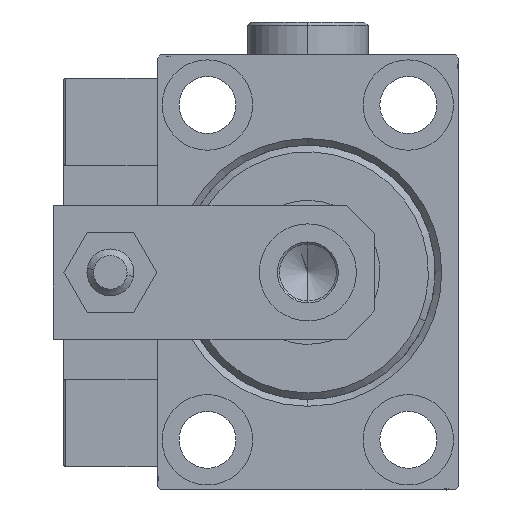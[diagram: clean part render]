
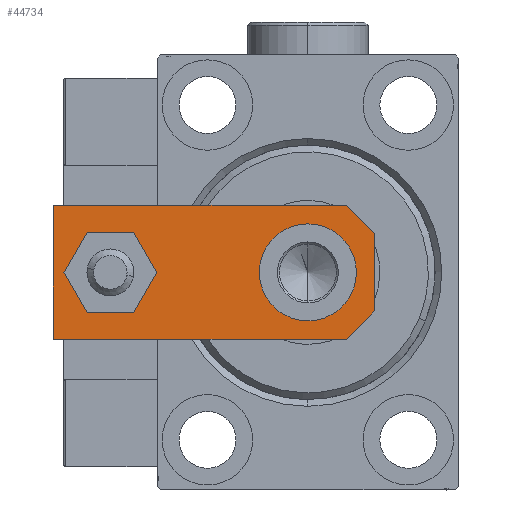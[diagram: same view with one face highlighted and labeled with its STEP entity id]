
A CAD part, left-side view. The second image highlights one B-rep face of the part: STEP entity #44734.
In plain terms, the highlighted face is planar.
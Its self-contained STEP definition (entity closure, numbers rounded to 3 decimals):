
#793 = CARTESIAN_POINT ( 'NONE',  ( 0., 10., 6. ) ) ;
#1688 = DIRECTION ( 'NONE',  ( 0., 1., 0. ) ) ;
#2111 = AXIS2_PLACEMENT_3D ( 'NONE', #793, #27665, #35485 ) ;
#2582 = EDGE_LOOP ( 'NONE', ( #23336, #26599 ) ) ;
#3335 = DIRECTION ( 'NONE',  ( 0., 0., 1. ) ) ;
#5280 = VERTEX_POINT ( 'NONE', #38273 ) ;
#6120 = CARTESIAN_POINT ( 'NONE',  ( 10., 0., 6. ) ) ;
#8204 = VERTEX_POINT ( 'NONE', #14749 ) ;
#8261 = LINE ( 'NONE', #47597, #48458 ) ;
#9398 = CARTESIAN_POINT ( 'NONE',  ( -2.88, -2.88, 6. ) ) ;
#9798 = EDGE_CURVE ( 'NONE', #47642, #8204, #13305, .T. ) ;
#11054 = DIRECTION ( 'NONE',  ( 1., 0., 0. ) ) ;
#11186 = DIRECTION ( 'NONE',  ( 0.707, 0.707, 0. ) ) ;
#12683 = DIRECTION ( 'NONE',  ( 0., 0., 1. ) ) ;
#13247 = AXIS2_PLACEMENT_3D ( 'NONE', #46980, #22514, #18847 ) ;
#13305 = LINE ( 'NONE', #41694, #39395 ) ;
#14749 = CARTESIAN_POINT ( 'NONE',  ( -10., 4.24, 6. ) ) ;
#16202 = VERTEX_POINT ( 'NONE', #26500 ) ;
#16466 = AXIS2_PLACEMENT_3D ( 'NONE', #24234, #35952, #24497 ) ;
#16593 = PLANE ( 'NONE',  #36767 ) ;
#17226 = CARTESIAN_POINT ( 'NONE',  ( 5.76, 0., 6. ) ) ;
#17278 = EDGE_CURVE ( 'NONE', #16202, #26493, #25684, .T. ) ;
#17986 = EDGE_CURVE ( 'NONE', #5280, #20173, #28787, .T. ) ;
#18376 = VERTEX_POINT ( 'NONE', #45221 ) ;
#18847 = DIRECTION ( 'NONE',  ( 1., 0., 0. ) ) ;
#19244 = CARTESIAN_POINT ( 'NONE',  ( 0., 39.5, 6. ) ) ;
#19520 = VECTOR ( 'NONE', #1688, 1000. ) ;
#19964 = CIRCLE ( 'NONE', #32469, 4. ) ;
#20173 = VERTEX_POINT ( 'NONE', #27242 ) ;
#20506 = FACE_OUTER_BOUND ( 'NONE', #31169, .T. ) ;
#22514 = DIRECTION ( 'NONE',  ( 0., 0., 1. ) ) ;
#22594 = VECTOR ( 'NONE', #29756, 1000. ) ;
#22743 = ORIENTED_EDGE ( 'NONE', *, *, #40309, .F. ) ;
#23336 = ORIENTED_EDGE ( 'NONE', *, *, #24845, .F. ) ;
#23840 = EDGE_CURVE ( 'NONE', #42656, #16202, #31516, .T. ) ;
#24199 = DIRECTION ( 'NONE',  ( 1., 0., 0. ) ) ;
#24234 = CARTESIAN_POINT ( 'NONE',  ( 0., 10., 6. ) ) ;
#24497 = DIRECTION ( 'NONE',  ( 1., 0., 0. ) ) ;
#24743 = VERTEX_POINT ( 'NONE', #44519 ) ;
#24845 = EDGE_CURVE ( 'NONE', #20173, #5280, #38139, .T. ) ;
#25684 = LINE ( 'NONE', #6120, #19520 ) ;
#26493 = VERTEX_POINT ( 'NONE', #39696 ) ;
#26500 = CARTESIAN_POINT ( 'NONE',  ( 10., 4.24, 6. ) ) ;
#26599 = ORIENTED_EDGE ( 'NONE', *, *, #17986, .F. ) ;
#26669 = VERTEX_POINT ( 'NONE', #29279 ) ;
#27242 = CARTESIAN_POINT ( 'NONE',  ( -7.25, 10., 6. ) ) ;
#27665 = DIRECTION ( 'NONE',  ( 0., 0., 1. ) ) ;
#28787 = CIRCLE ( 'NONE', #2111, 7.25 ) ;
#29167 = VECTOR ( 'NONE', #11054, 1000. ) ;
#29279 = CARTESIAN_POINT ( 'NONE',  ( 4., 39.5, 6. ) ) ;
#29756 = DIRECTION ( 'NONE',  ( 0.707, -0.707, 0. ) ) ;
#29762 = EDGE_CURVE ( 'NONE', #18376, #26669, #38211, .T. ) ;
#31169 = EDGE_LOOP ( 'NONE', ( #45711, #41802, #48839, #41457, #40936, #36643 ) ) ;
#31516 = LINE ( 'NONE', #42693, #37252 ) ;
#32094 = LINE ( 'NONE', #46748, #29167 ) ;
#32469 = AXIS2_PLACEMENT_3D ( 'NONE', #19244, #3335, #24199 ) ;
#32519 = CARTESIAN_POINT ( 'NONE',  ( 0., 0., 6. ) ) ;
#35485 = DIRECTION ( 'NONE',  ( 1., 0., 0. ) ) ;
#35952 = DIRECTION ( 'NONE',  ( 0., 0., 1. ) ) ;
#36643 = ORIENTED_EDGE ( 'NONE', *, *, #45567, .T. ) ;
#36767 = AXIS2_PLACEMENT_3D ( 'NONE', #32519, #12683, #44466 ) ;
#37252 = VECTOR ( 'NONE', #11186, 1000. ) ;
#37380 = CARTESIAN_POINT ( 'NONE',  ( -10., 48., 6. ) ) ;
#38139 = CIRCLE ( 'NONE', #16466, 7.25 ) ;
#38211 = CIRCLE ( 'NONE', #13247, 4. ) ;
#38273 = CARTESIAN_POINT ( 'NONE',  ( 7.25, 10., 6. ) ) ;
#39395 = VECTOR ( 'NONE', #44569, 1000. ) ;
#39696 = CARTESIAN_POINT ( 'NONE',  ( 10., 48., 6. ) ) ;
#40045 = DIRECTION ( 'NONE',  ( -1., 0., 0. ) ) ;
#40309 = EDGE_CURVE ( 'NONE', #26669, #18376, #19964, .T. ) ;
#40838 = EDGE_CURVE ( 'NONE', #24743, #42656, #32094, .T. ) ;
#40936 = ORIENTED_EDGE ( 'NONE', *, *, #17278, .T. ) ;
#41457 = ORIENTED_EDGE ( 'NONE', *, *, #23840, .T. ) ;
#41694 = CARTESIAN_POINT ( 'NONE',  ( -10., 48., 6. ) ) ;
#41802 = ORIENTED_EDGE ( 'NONE', *, *, #43476, .T. ) ;
#42656 = VERTEX_POINT ( 'NONE', #17226 ) ;
#42693 = CARTESIAN_POINT ( 'NONE',  ( 2.88, -2.88, 6. ) ) ;
#43476 = EDGE_CURVE ( 'NONE', #8204, #24743, #45364, .T. ) ;
#44466 = DIRECTION ( 'NONE',  ( 1., 0., 0. ) ) ;
#44519 = CARTESIAN_POINT ( 'NONE',  ( -5.76, 0., 6. ) ) ;
#44569 = DIRECTION ( 'NONE',  ( 0., -1., 0. ) ) ;
#44734 = ADVANCED_FACE ( 'NONE', ( #48372, #20506, #48642 ), #16593, .T. ) ;
#45221 = CARTESIAN_POINT ( 'NONE',  ( -4., 39.5, 6. ) ) ;
#45364 = LINE ( 'NONE', #9398, #22594 ) ;
#45567 = EDGE_CURVE ( 'NONE', #26493, #47642, #8261, .T. ) ;
#45711 = ORIENTED_EDGE ( 'NONE', *, *, #9798, .T. ) ;
#46748 = CARTESIAN_POINT ( 'NONE',  ( -10., 0., 6. ) ) ;
#46980 = CARTESIAN_POINT ( 'NONE',  ( 0., 39.5, 6. ) ) ;
#47597 = CARTESIAN_POINT ( 'NONE',  ( 10., 48., 6. ) ) ;
#47642 = VERTEX_POINT ( 'NONE', #37380 ) ;
#47705 = EDGE_LOOP ( 'NONE', ( #50426, #22743 ) ) ;
#48372 = FACE_BOUND ( 'NONE', #47705, .T. ) ;
#48458 = VECTOR ( 'NONE', #40045, 1000. ) ;
#48642 = FACE_BOUND ( 'NONE', #2582, .T. ) ;
#48839 = ORIENTED_EDGE ( 'NONE', *, *, #40838, .T. ) ;
#50426 = ORIENTED_EDGE ( 'NONE', *, *, #29762, .F. ) ;
